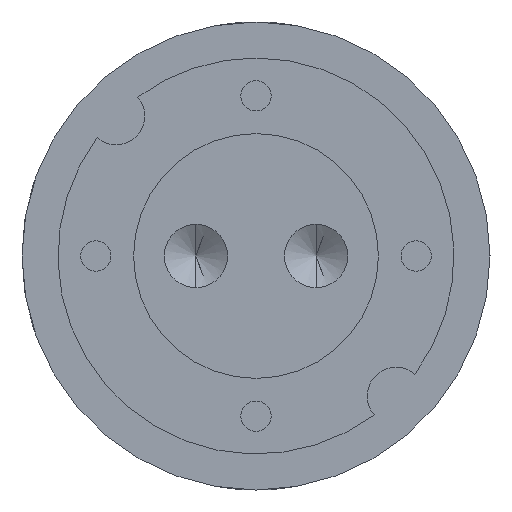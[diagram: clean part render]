
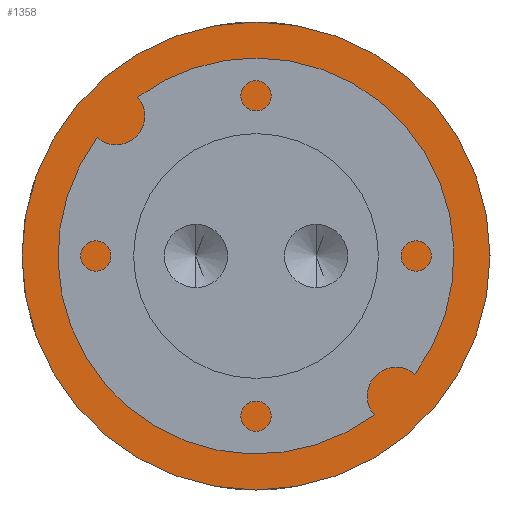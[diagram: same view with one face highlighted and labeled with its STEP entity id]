
A CAD part, left-side view. The second image highlights one B-rep face of the part: STEP entity #1358.
In plain terms, the highlighted planar face has unit normal (-1, 0, 0).
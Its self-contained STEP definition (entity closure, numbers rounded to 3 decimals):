
#35 = EDGE_CURVE ( 'NONE', #1787, #1891, #1807, .T. ) ;
#112 = DIRECTION ( 'NONE',  ( 0., 0., -1. ) ) ;
#204 = VERTEX_POINT ( 'NONE', #948 ) ;
#215 = FACE_BOUND ( 'NONE', #2030, .T. ) ;
#232 = AXIS2_PLACEMENT_3D ( 'NONE', #614, #258, #1375 ) ;
#258 = DIRECTION ( 'NONE',  ( 1., 0., 0. ) ) ;
#282 = AXIS2_PLACEMENT_3D ( 'NONE', #764, #1734, #1951 ) ;
#338 = ORIENTED_EDGE ( 'NONE', *, *, #1811, .F. ) ;
#368 = DIRECTION ( 'NONE',  ( 1., 0., 0. ) ) ;
#386 = ORIENTED_EDGE ( 'NONE', *, *, #35, .T. ) ;
#454 = DIRECTION ( 'NONE',  ( 1., 0., 0. ) ) ;
#580 = EDGE_CURVE ( 'NONE', #1891, #1787, #831, .T. ) ;
#593 = EDGE_CURVE ( 'NONE', #1816, #204, #2073, .T. ) ;
#614 = CARTESIAN_POINT ( 'NONE',  ( 15., 0., 0. ) ) ;
#764 = CARTESIAN_POINT ( 'NONE',  ( 15., 0., 0. ) ) ;
#831 = CIRCLE ( 'NONE', #1320, 17. ) ;
#948 = CARTESIAN_POINT ( 'NONE',  ( 15., 0., -32.5 ) ) ;
#1078 = DIRECTION ( 'NONE',  ( 1., 0., 0. ) ) ;
#1128 = FACE_OUTER_BOUND ( 'NONE', #1657, .T. ) ;
#1162 = CARTESIAN_POINT ( 'NONE',  ( 15., 0., -17. ) ) ;
#1166 = CARTESIAN_POINT ( 'NONE',  ( 15., 0., 32.5 ) ) ;
#1320 = AXIS2_PLACEMENT_3D ( 'NONE', #2026, #1078, #112 ) ;
#1323 = CARTESIAN_POINT ( 'NONE',  ( 15., 0., 0. ) ) ;
#1341 = AXIS2_PLACEMENT_3D ( 'NONE', #1387, #454, #1547 ) ;
#1358 = ADVANCED_FACE ( 'NONE', ( #1128, #215 ), #1841, .F. ) ;
#1375 = DIRECTION ( 'NONE',  ( 0., 0., -1. ) ) ;
#1387 = CARTESIAN_POINT ( 'NONE',  ( 15., 0., 0. ) ) ;
#1468 = DIRECTION ( 'NONE',  ( 0., 0., -1. ) ) ;
#1543 = ORIENTED_EDGE ( 'NONE', *, *, #593, .F. ) ;
#1547 = DIRECTION ( 'NONE',  ( 0., 0., -1. ) ) ;
#1657 = EDGE_LOOP ( 'NONE', ( #1543, #338 ) ) ;
#1678 = AXIS2_PLACEMENT_3D ( 'NONE', #1323, #368, #1468 ) ;
#1734 = DIRECTION ( 'NONE',  ( 1., 0., 0. ) ) ;
#1787 = VERTEX_POINT ( 'NONE', #1162 ) ;
#1792 = CARTESIAN_POINT ( 'NONE',  ( 15., 0., 17. ) ) ;
#1807 = CIRCLE ( 'NONE', #282, 17. ) ;
#1811 = EDGE_CURVE ( 'NONE', #204, #1816, #1824, .T. ) ;
#1816 = VERTEX_POINT ( 'NONE', #1166 ) ;
#1824 = CIRCLE ( 'NONE', #1678, 32.5 ) ;
#1841 = PLANE ( 'NONE',  #232 ) ;
#1891 = VERTEX_POINT ( 'NONE', #1792 ) ;
#1951 = DIRECTION ( 'NONE',  ( 0., 0., -1. ) ) ;
#2020 = ORIENTED_EDGE ( 'NONE', *, *, #580, .T. ) ;
#2026 = CARTESIAN_POINT ( 'NONE',  ( 15., 0., 0. ) ) ;
#2030 = EDGE_LOOP ( 'NONE', ( #2020, #386 ) ) ;
#2073 = CIRCLE ( 'NONE', #1341, 32.5 ) ;
